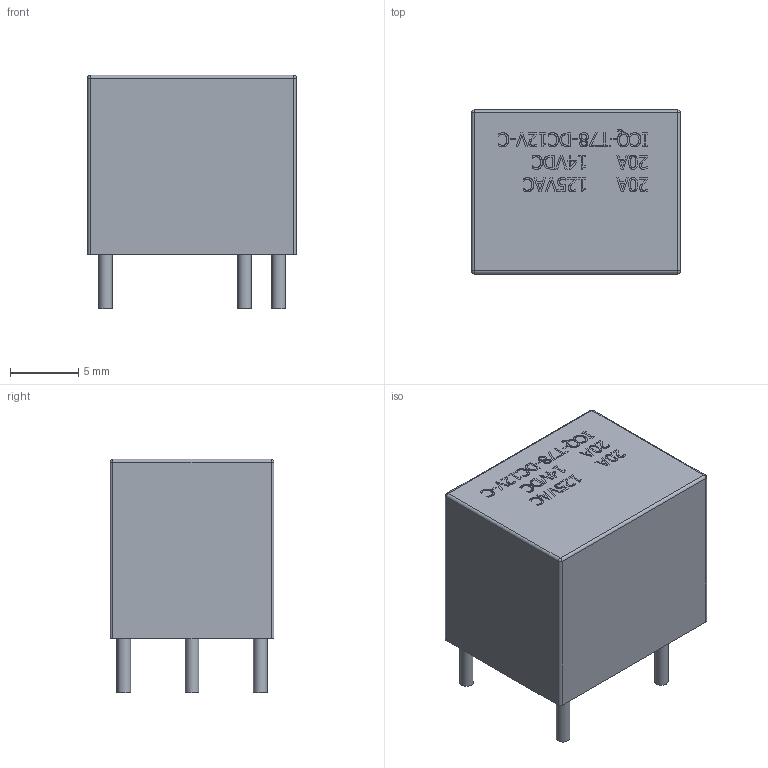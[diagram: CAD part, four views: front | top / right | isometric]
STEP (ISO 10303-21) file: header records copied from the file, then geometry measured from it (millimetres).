
FILE_DESCRIPTION(/* description */ (''),/* implementation_level */ '2;1');
FILE_NAME(/* name */ 'VAR-RELAY-12V10A-CHICO.stp',/* time_stamp */ '2021-05-31T08:22:10-03:00',/* author */ ('laguerre'),/* organization */ (''),/* preprocessor_version */ 'ST-DEVELOPER v17',/* originating_system */ 'Autodesk Inventor 2018',/* authorisation */ '');
FILE_SCHEMA (('AUTOMOTIVE_DESIGN { 1 0 10303 214 3 1 1 }'));
Length unit declared in the file: millimetre
Products named in the file (1): VAR-RELAY-12V10A-CHICO
Bounding box: 15.3 x 12 x 17.1 mm (x, y, z)
Volume: 2420 mm3; surface area: 1136.2 mm2
Topology: 1 solids, 1 shells, 493 faces, 1317 edges, 874 vertices
Faces by surface type: plane 258, bspline 218, cylinder 13, sphere 4
Full cylindrical faces by diameter (mm): 1 x5
Entity records: 17094 total; most frequent: CARTESIAN_POINT 6165, ORIENTED_EDGE 2634, DIRECTION 1461, EDGE_CURVE 1317, VERTEX_POINT 874, LINE 857, VECTOR 857, EDGE_LOOP 541
